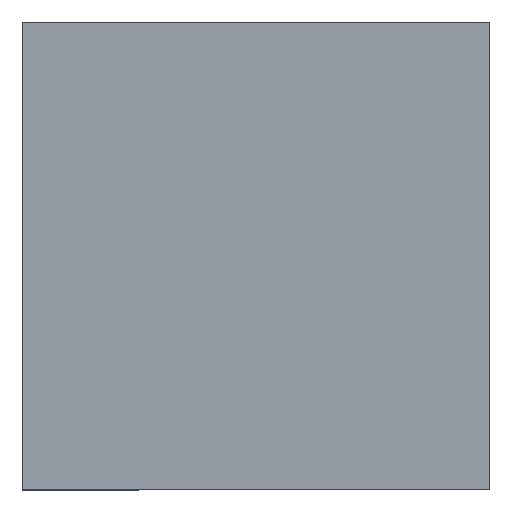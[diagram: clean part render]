
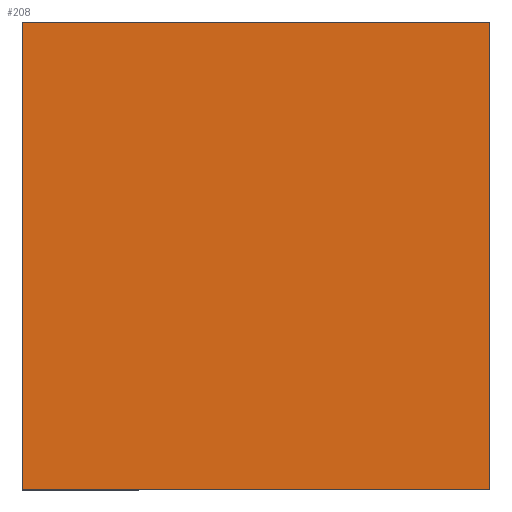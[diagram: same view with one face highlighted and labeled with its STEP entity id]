
A CAD part, top view. The second image highlights one B-rep face of the part: STEP entity #208.
In plain terms, the highlighted planar face has unit normal (0, 0, 1).
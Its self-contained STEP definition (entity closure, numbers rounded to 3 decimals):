
#4 = ORIENTED_EDGE ( 'NONE', *, *, #29, .T. ) ;
#8 = DIRECTION ( 'NONE',  ( 0., -1., 0. ) ) ;
#11 = EDGE_CURVE ( 'NONE', #211, #26, #65, .T. ) ;
#16 = LINE ( 'NONE', #129, #190 ) ;
#23 = DIRECTION ( 'NONE',  ( -1., 0., 0. ) ) ;
#26 = VERTEX_POINT ( 'NONE', #64 ) ;
#27 = CARTESIAN_POINT ( 'NONE',  ( 50., 50., 1.1 ) ) ;
#29 = EDGE_CURVE ( 'NONE', #26, #144, #124, .T. ) ;
#30 = LINE ( 'NONE', #119, #227 ) ;
#36 = EDGE_CURVE ( 'NONE', #78, #211, #16, .T. ) ;
#46 = DIRECTION ( 'NONE',  ( 0., 1., 0. ) ) ;
#64 = CARTESIAN_POINT ( 'NONE',  ( 50., -50., 1.1 ) ) ;
#65 = LINE ( 'NONE', #131, #167 ) ;
#78 = VERTEX_POINT ( 'NONE', #216 ) ;
#90 = AXIS2_PLACEMENT_3D ( 'NONE', #134, #142, #118 ) ;
#99 = VECTOR ( 'NONE', #46, 1000. ) ;
#118 = DIRECTION ( 'NONE',  ( 1., 0., 0. ) ) ;
#119 = CARTESIAN_POINT ( 'NONE',  ( 50., 50., 1.1 ) ) ;
#122 = ORIENTED_EDGE ( 'NONE', *, *, #151, .T. ) ;
#123 = DIRECTION ( 'NONE',  ( 1., 0., 0. ) ) ;
#124 = LINE ( 'NONE', #235, #99 ) ;
#129 = CARTESIAN_POINT ( 'NONE',  ( -50., -50., 1.1 ) ) ;
#131 = CARTESIAN_POINT ( 'NONE',  ( 50., -50., 1.1 ) ) ;
#134 = CARTESIAN_POINT ( 'NONE',  ( 0., 0., 1.1 ) ) ;
#142 = DIRECTION ( 'NONE',  ( 0., 0., 1. ) ) ;
#144 = VERTEX_POINT ( 'NONE', #27 ) ;
#151 = EDGE_CURVE ( 'NONE', #144, #78, #30, .T. ) ;
#167 = VECTOR ( 'NONE', #123, 1000. ) ;
#175 = EDGE_LOOP ( 'NONE', ( #183, #196, #4, #122 ) ) ;
#183 = ORIENTED_EDGE ( 'NONE', *, *, #36, .T. ) ;
#185 = PLANE ( 'NONE',  #90 ) ;
#190 = VECTOR ( 'NONE', #8, 1000. ) ;
#196 = ORIENTED_EDGE ( 'NONE', *, *, #11, .T. ) ;
#208 = ADVANCED_FACE ( 'NONE', ( #220 ), #185, .T. ) ;
#211 = VERTEX_POINT ( 'NONE', #230 ) ;
#216 = CARTESIAN_POINT ( 'NONE',  ( -50., 50., 1.1 ) ) ;
#220 = FACE_OUTER_BOUND ( 'NONE', #175, .T. ) ;
#227 = VECTOR ( 'NONE', #23, 1000. ) ;
#230 = CARTESIAN_POINT ( 'NONE',  ( -50., -50., 1.1 ) ) ;
#235 = CARTESIAN_POINT ( 'NONE',  ( 50., -50., 1.1 ) ) ;
